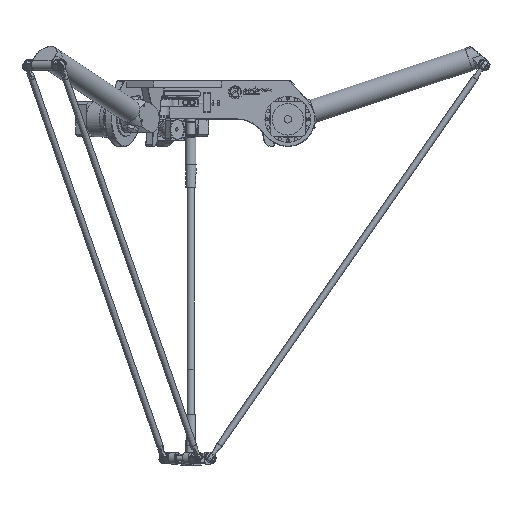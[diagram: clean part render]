
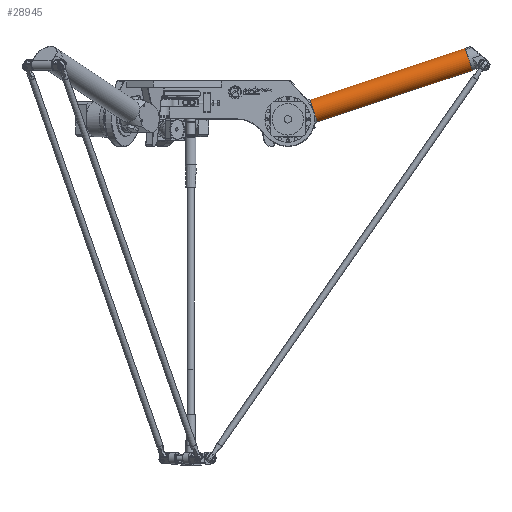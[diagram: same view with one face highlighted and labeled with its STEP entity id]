
A CAD part, front view. The second image highlights one B-rep face of the part: STEP entity #28945.
In plain terms, the highlighted cylindrical face has radius 30.05 mm (diameter 60.1 mm), a full revolution.
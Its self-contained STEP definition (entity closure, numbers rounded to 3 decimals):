
#917=FACE_BOUND('',#6309,.T.);
#4049=FACE_OUTER_BOUND('',#6308,.T.);
#6308=EDGE_LOOP('',(#26325,#26326,#26327,#26328));
#6309=EDGE_LOOP('',(#26329,#26330,#26331,#26332));
#12483=CIRCLE('',#32041,30.05);
#12484=CIRCLE('',#32043,30.05);
#12485=CIRCLE('',#32045,30.05);
#12486=CIRCLE('',#32047,30.05);
#12487=CIRCLE('',#32049,30.05);
#12488=CIRCLE('',#32050,30.05);
#12489=CIRCLE('',#32051,30.05);
#12490=CIRCLE('',#32052,30.05);
#15038=VERTEX_POINT('',#56577);
#15039=VERTEX_POINT('',#56581);
#15041=VERTEX_POINT('',#56586);
#15042=VERTEX_POINT('',#56592);
#15044=VERTEX_POINT('',#56597);
#15045=VERTEX_POINT('',#56603);
#15046=VERTEX_POINT('',#56604);
#15047=VERTEX_POINT('',#56608);
#18835=EDGE_CURVE('',#15039,#15041,#12483,.T.);
#18838=EDGE_CURVE('',#15042,#15044,#12484,.T.);
#18841=EDGE_CURVE('',#15046,#15045,#12485,.T.);
#18843=EDGE_CURVE('',#15047,#15038,#12486,.T.);
#18844=EDGE_CURVE('',#15041,#15042,#12487,.T.);
#18845=EDGE_CURVE('',#15044,#15039,#12488,.T.);
#18846=EDGE_CURVE('',#15046,#15038,#12489,.T.);
#18847=EDGE_CURVE('',#15047,#15045,#12490,.T.);
#26325=ORIENTED_EDGE('',*,*,#18838,.F.);
#26326=ORIENTED_EDGE('',*,*,#18844,.F.);
#26327=ORIENTED_EDGE('',*,*,#18835,.F.);
#26328=ORIENTED_EDGE('',*,*,#18845,.F.);
#26329=ORIENTED_EDGE('',*,*,#18843,.T.);
#26330=ORIENTED_EDGE('',*,*,#18846,.F.);
#26331=ORIENTED_EDGE('',*,*,#18841,.T.);
#26332=ORIENTED_EDGE('',*,*,#18847,.F.);
#27276=CYLINDRICAL_SURFACE('',#32048,30.05);
#28945=ADVANCED_FACE('',(#4049,#917),#27276,.T.);
#32041=AXIS2_PLACEMENT_3D('',#56587,#40137,#40138);
#32043=AXIS2_PLACEMENT_3D('',#56598,#40141,#40142);
#32045=AXIS2_PLACEMENT_3D('',#56606,#40146,#40147);
#32047=AXIS2_PLACEMENT_3D('',#56610,#40151,#40152);
#32048=AXIS2_PLACEMENT_3D('',#56611,#40153,#40154);
#32049=AXIS2_PLACEMENT_3D('',#56612,#40155,#40156);
#32050=AXIS2_PLACEMENT_3D('',#56613,#40157,#40158);
#32051=AXIS2_PLACEMENT_3D('',#56614,#40159,#40160);
#32052=AXIS2_PLACEMENT_3D('',#56615,#40161,#40162);
#40137=DIRECTION('center_axis',(0.,0.,-1.));
#40138=DIRECTION('ref_axis',(1.,0.,0.));
#40141=DIRECTION('center_axis',(0.,0.,-1.));
#40142=DIRECTION('ref_axis',(1.,0.,0.));
#40146=DIRECTION('center_axis',(0.,0.,
-1.));
#40147=DIRECTION('ref_axis',(-1.,0.,0.));
#40151=DIRECTION('center_axis',(0.,0.,
-1.));
#40152=DIRECTION('ref_axis',(-1.,0.,0.));
#40153=DIRECTION('center_axis',(0.,0.,1.));
#40154=DIRECTION('ref_axis',(-1.,0.,0.));
#40155=DIRECTION('center_axis',(0.,0.,-1.));
#40156=DIRECTION('ref_axis',(1.,0.,0.));
#40157=DIRECTION('center_axis',(0.,0.,-1.));
#40158=DIRECTION('ref_axis',(1.,0.,0.));
#40159=DIRECTION('center_axis',(0.,0.,
1.));
#40160=DIRECTION('ref_axis',(-1.,0.,0.));
#40161=DIRECTION('center_axis',(0.,0.,
1.));
#40162=DIRECTION('ref_axis',(-1.,0.,0.));
#56577=CARTESIAN_POINT('',(12.589,-27.286,263.856));
#56581=CARTESIAN_POINT('',(30.,1.733,-157.587));
#56586=CARTESIAN_POINT('',(30.,-1.733,-157.587));
#56587=CARTESIAN_POINT('Origin',(0.,0.,-157.587));
#56592=CARTESIAN_POINT('',(-30.,-1.733,-157.587));
#56597=CARTESIAN_POINT('',(-30.,1.733,-157.587));
#56598=CARTESIAN_POINT('Origin',(0.,0.,-157.587));
#56603=CARTESIAN_POINT('',(-1.733,-30.,263.856));
#56604=CARTESIAN_POINT('',(1.733,-30.,263.856));
#56606=CARTESIAN_POINT('Origin',(0.,0.,263.856));
#56608=CARTESIAN_POINT('',(-12.589,-27.286,263.856));
#56610=CARTESIAN_POINT('Origin',(0.,0.,263.856));
#56611=CARTESIAN_POINT('Origin',(0.,0.,0.));
#56612=CARTESIAN_POINT('Origin',(0.,0.,-157.587));
#56613=CARTESIAN_POINT('Origin',(0.,0.,-157.587));
#56614=CARTESIAN_POINT('Origin',(0.,0.,263.856));
#56615=CARTESIAN_POINT('Origin',(0.,0.,263.856));
